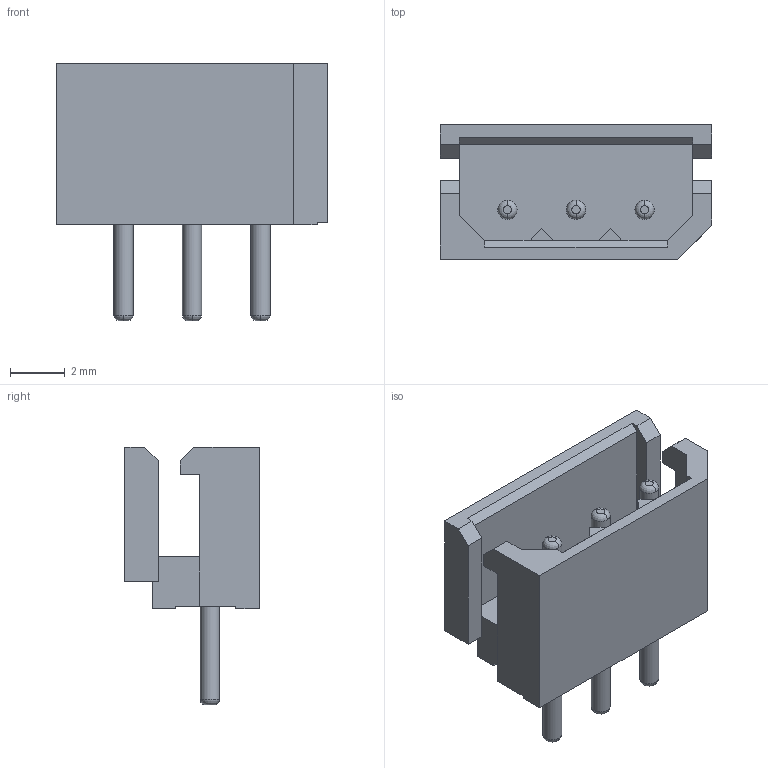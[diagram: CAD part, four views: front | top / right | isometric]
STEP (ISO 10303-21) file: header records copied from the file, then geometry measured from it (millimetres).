
FILE_DESCRIPTION(('FreeCAD Model'),'2;1');
FILE_NAME('Open CASCADE Shape Model','2021-07-20T00:07:09',('Author'),( ''),'Open CASCADE STEP processor 7.4','FreeCAD','Unknown');
FILE_SCHEMA(('AUTOMOTIVE_DESIGN { 1 0 10303 214 1 1 1 1 }'));
Length unit declared in the file: millimetre
Products named in the file (1): PIN_3_sp
Bounding box: 9.9 x 4.9 x 9.4 mm (x, y, z)
Volume: 151.1 mm3; surface area: 391.6 mm2
Topology: 1 solids, 1 shells, 75 faces, 191 edges, 124 vertices
Faces by surface type: plane 57, revolution 12, cylinder 6
Full cylindrical faces by diameter (mm): 0.7 x6
Entity records: 2711 total; most frequent: CARTESIAN_POINT 481, ORIENTED_EDGE 382, DIRECTION 373, EDGE_CURVE 191, LINE 137, VECTOR 137, VERTEX_POINT 124, AXIS2_PLACEMENT_3D 112
